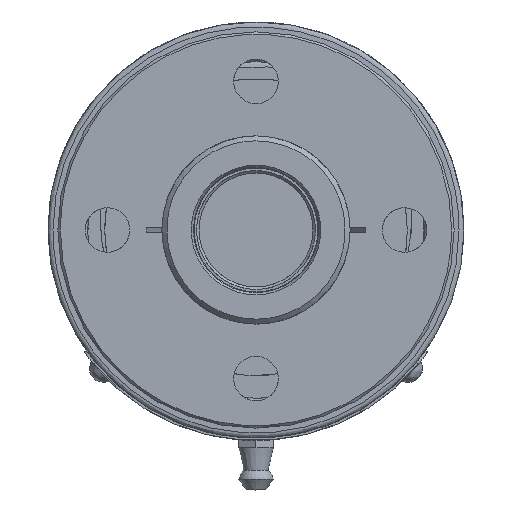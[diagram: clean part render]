
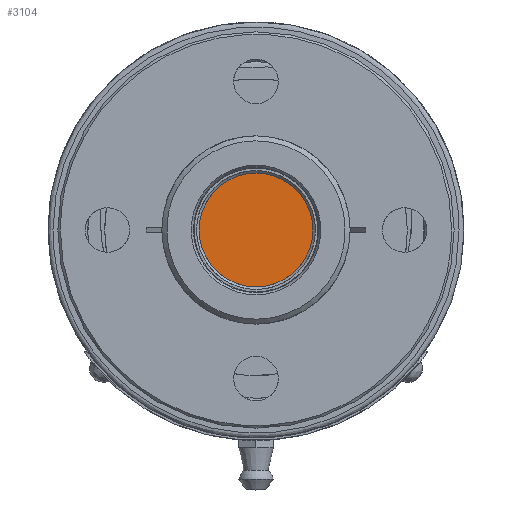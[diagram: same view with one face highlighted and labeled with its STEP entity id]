
A CAD part, left-side view. The second image highlights one B-rep face of the part: STEP entity #3104.
In plain terms, the highlighted planar face has unit normal (-1, 0, 0).
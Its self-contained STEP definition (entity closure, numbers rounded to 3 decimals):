
#735 = CARTESIAN_POINT ( 'NONE',  ( 110., 11.677, -3.138 ) ) ;
#908 = PLANE ( 'NONE',  #19639 ) ;
#1141 = VERTEX_POINT ( 'NONE', #20250 ) ;
#1613 = CARTESIAN_POINT ( 'NONE',  ( 110., 0., 11.989 ) ) ;
#2040 = ORIENTED_EDGE ( 'NONE', *, *, #26282, .F. ) ;
#3104 = ADVANCED_FACE ( 'NONE', ( #16454 ), #908, .T. ) ;
#3850 = CARTESIAN_POINT ( 'NONE',  ( 110., -3.138, 11.677 ) ) ;
#4034 = CARTESIAN_POINT ( 'NONE',  ( 110., -6.038, 10.476 ) ) ;
#5161 = CARTESIAN_POINT ( 'NONE',  ( 110., 9.587, -7.368 ) ) ;
#5261 = CARTESIAN_POINT ( 'NONE',  ( 110., 3.138, 11.677 ) ) ;
#5369 = CARTESIAN_POINT ( 'NONE',  ( 110., 11.989, 1.569 ) ) ;
#7495 = VERTEX_POINT ( 'NONE', #11626 ) ;
#7616 = CARTESIAN_POINT ( 'NONE',  ( 110., 1.569, 11.989 ) ) ;
#8388 = EDGE_LOOP ( 'NONE', ( #2040, #14560 ) ) ;
#8530 = CARTESIAN_POINT ( 'NONE',  ( 110., -1.569, 11.989 ) ) ;
#8620 = CARTESIAN_POINT ( 'NONE',  ( 110., 0., -11.989 ) ) ;
#8727 = CARTESIAN_POINT ( 'NONE',  ( 110., -11.989, -1.569 ) ) ;
#10044 = CARTESIAN_POINT ( 'NONE',  ( 110., 6.038, 10.476 ) ) ;
#10146 = CARTESIAN_POINT ( 'NONE',  ( 110., 6.038, -10.476 ) ) ;
#11153 = CARTESIAN_POINT ( 'NONE',  ( 110., -11.677, 3.138 ) ) ;
#11626 = CARTESIAN_POINT ( 'NONE',  ( 110., 0., 11.989 ) ) ;
#12052 = DIRECTION ( 'NONE',  ( -1., 0., 0. ) ) ;
#13149 = B_SPLINE_CURVE_WITH_KNOTS ( 'NONE', 3,
 ( #28463, #26273, #25966, #10146, #28570, #5161, #21408, #735, #24043, #5369, #28370, #19173, #19381, #14659, #10044, #5261, #7616, #19275 ),
 .UNSPECIFIED., .F., .F.,
 ( 4, 2, 2, 2, 2, 2, 2, 2, 4 ),
 ( 0., 0.125, 0.25, 0.375, 0.5, 0.625, 0.75, 0.875, 1. ),
 .UNSPECIFIED. ) ;
#13398 = CARTESIAN_POINT ( 'NONE',  ( 110., -6.038, -10.476 ) ) ;
#14560 = ORIENTED_EDGE ( 'NONE', *, *, #25196, .F. ) ;
#14659 = CARTESIAN_POINT ( 'NONE',  ( 110., 7.368, 9.587 ) ) ;
#15437 = CARTESIAN_POINT ( 'NONE',  ( 110., -7.368, -9.587 ) ) ;
#15815 = CARTESIAN_POINT ( 'NONE',  ( 110., -9.587, -7.368 ) ) ;
#16454 = FACE_OUTER_BOUND ( 'NONE', #8388, .T. ) ;
#17756 = CARTESIAN_POINT ( 'NONE',  ( 110., -10.476, -6.038 ) ) ;
#17859 = CARTESIAN_POINT ( 'NONE',  ( 110., -9.587, 7.368 ) ) ;
#19037 = CARTESIAN_POINT ( 'NONE',  ( 110., 0., 0. ) ) ;
#19173 = CARTESIAN_POINT ( 'NONE',  ( 110., 10.476, 6.038 ) ) ;
#19275 = CARTESIAN_POINT ( 'NONE',  ( 110., 0., 11.989 ) ) ;
#19381 = CARTESIAN_POINT ( 'NONE',  ( 110., 9.587, 7.368 ) ) ;
#19639 = AXIS2_PLACEMENT_3D ( 'NONE', #19037, #12052, #28546 ) ;
#20082 = CARTESIAN_POINT ( 'NONE',  ( 110., -3.138, -11.677 ) ) ;
#20250 = CARTESIAN_POINT ( 'NONE',  ( 110., 0., -11.989 ) ) ;
#21408 = CARTESIAN_POINT ( 'NONE',  ( 110., 10.476, -6.038 ) ) ;
#22413 = CARTESIAN_POINT ( 'NONE',  ( 110., -11.989, 1.569 ) ) ;
#22513 = CARTESIAN_POINT ( 'NONE',  ( 110., -1.569, -11.989 ) ) ;
#22610 = B_SPLINE_CURVE_WITH_KNOTS ( 'NONE', 3,
 ( #1613, #8530, #3850, #4034, #25037, #17859, #22611, #11153, #22413, #8727, #24930, #17756, #15815, #15437, #13398, #20082, #22513, #8620 ),
 .UNSPECIFIED., .F., .F.,
 ( 4, 2, 2, 2, 2, 2, 2, 2, 4 ),
 ( 0., 0.125, 0.25, 0.375, 0.5, 0.625, 0.75, 0.875, 1. ),
 .UNSPECIFIED. ) ;
#22611 = CARTESIAN_POINT ( 'NONE',  ( 110., -10.476, 6.038 ) ) ;
#24043 = CARTESIAN_POINT ( 'NONE',  ( 110., 11.989, -1.569 ) ) ;
#24930 = CARTESIAN_POINT ( 'NONE',  ( 110., -11.677, -3.138 ) ) ;
#25037 = CARTESIAN_POINT ( 'NONE',  ( 110., -7.368, 9.587 ) ) ;
#25196 = EDGE_CURVE ( 'NONE', #7495, #1141, #22610, .T. ) ;
#25966 = CARTESIAN_POINT ( 'NONE',  ( 110., 3.138, -11.677 ) ) ;
#26273 = CARTESIAN_POINT ( 'NONE',  ( 110., 1.569, -11.989 ) ) ;
#26282 = EDGE_CURVE ( 'NONE', #1141, #7495, #13149, .T. ) ;
#28370 = CARTESIAN_POINT ( 'NONE',  ( 110., 11.677, 3.138 ) ) ;
#28463 = CARTESIAN_POINT ( 'NONE',  ( 110., 0., -11.989 ) ) ;
#28546 = DIRECTION ( 'NONE',  ( 0., 0., 1. ) ) ;
#28570 = CARTESIAN_POINT ( 'NONE',  ( 110., 7.368, -9.587 ) ) ;
